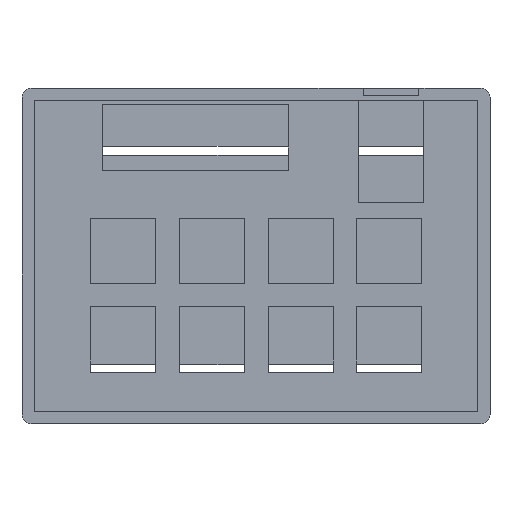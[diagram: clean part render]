
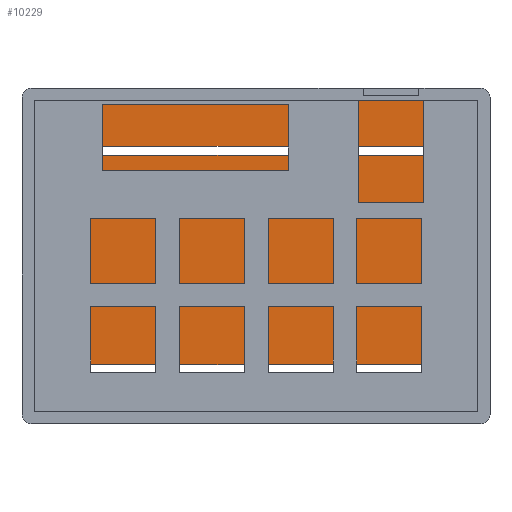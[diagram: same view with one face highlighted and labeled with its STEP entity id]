
A CAD part, top view. The second image highlights one B-rep face of the part: STEP entity #10229.
In plain terms, the highlighted planar face has unit normal (0, 0, 1).
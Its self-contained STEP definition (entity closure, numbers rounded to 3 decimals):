
#43=FACE_BOUND('',#1544,.T.);
#44=FACE_BOUND('',#1545,.T.);
#443=PLANE('',#10589);
#970=FACE_OUTER_BOUND('',#1543,.T.);
#1543=EDGE_LOOP('',(#9018,#9019,#9020,#9021,#9022,#9023,#9024,#9025,#9026,
#9027,#9028,#9029));
#1544=EDGE_LOOP('',(#9030,#9031,#9032,#9033));
#1545=EDGE_LOOP('',(#9034,#9035,#9036,#9037));
#2981=LINE('',#21311,#3802);
#2984=LINE('',#21316,#3805);
#2986=LINE('',#21320,#3807);
#2987=LINE('',#21322,#3808);
#2989=LINE('',#21327,#3810);
#2992=LINE('',#21332,#3813);
#2994=LINE('',#21336,#3815);
#2995=LINE('',#21338,#3816);
#2999=LINE('',#21347,#3820);
#3006=LINE('',#21361,#3827);
#3030=LINE('',#21426,#3851);
#3033=LINE('',#21432,#3854);
#3037=LINE('',#21442,#3858);
#3038=LINE('',#21444,#3859);
#3039=LINE('',#21446,#3860);
#3040=LINE('',#21448,#3861);
#3041=LINE('',#21450,#3862);
#3042=LINE('',#21451,#3863);
#3043=LINE('',#21453,#3864);
#3044=LINE('',#21454,#3865);
#3802=VECTOR('',#11732,10.);
#3805=VECTOR('',#11737,10.);
#3807=VECTOR('',#11741,10.);
#3808=VECTOR('',#11744,10.);
#3810=VECTOR('',#11748,10.);
#3813=VECTOR('',#11753,10.);
#3815=VECTOR('',#11757,10.);
#3816=VECTOR('',#11760,10.);
#3820=VECTOR('',#11766,10.);
#3827=VECTOR('',#11775,10.);
#3851=VECTOR('',#11841,10.);
#3854=VECTOR('',#11846,10.);
#3858=VECTOR('',#11856,10.);
#3859=VECTOR('',#11857,10.);
#3860=VECTOR('',#11858,10.);
#3861=VECTOR('',#11859,10.);
#3862=VECTOR('',#11860,10.);
#3863=VECTOR('',#11861,10.);
#3864=VECTOR('',#11862,10.);
#3865=VECTOR('',#11863,10.);
#4894=VERTEX_POINT('',#21308);
#4895=VERTEX_POINT('',#21310);
#4896=VERTEX_POINT('',#21314);
#4897=VERTEX_POINT('',#21318);
#4898=VERTEX_POINT('',#21324);
#4899=VERTEX_POINT('',#21326);
#4900=VERTEX_POINT('',#21330);
#4901=VERTEX_POINT('',#21334);
#4904=VERTEX_POINT('',#21344);
#4905=VERTEX_POINT('',#21346);
#4910=VERTEX_POINT('',#21358);
#4911=VERTEX_POINT('',#21360);
#4931=VERTEX_POINT('',#21425);
#4933=VERTEX_POINT('',#21431);
#4936=VERTEX_POINT('',#21441);
#4937=VERTEX_POINT('',#21443);
#4938=VERTEX_POINT('',#21445);
#4939=VERTEX_POINT('',#21447);
#4940=VERTEX_POINT('',#21449);
#4941=VERTEX_POINT('',#21452);
#6319=EDGE_CURVE('',#4895,#4894,#2981,.T.);
#6322=EDGE_CURVE('',#4894,#4896,#2984,.T.);
#6324=EDGE_CURVE('',#4896,#4897,#2986,.T.);
#6325=EDGE_CURVE('',#4897,#4895,#2987,.T.);
#6327=EDGE_CURVE('',#4899,#4898,#2989,.T.);
#6330=EDGE_CURVE('',#4898,#4900,#2992,.T.);
#6332=EDGE_CURVE('',#4900,#4901,#2994,.T.);
#6333=EDGE_CURVE('',#4901,#4899,#2995,.T.);
#6337=EDGE_CURVE('',#4904,#4905,#2999,.T.);
#6344=EDGE_CURVE('',#4910,#4911,#3006,.T.);
#6376=EDGE_CURVE('',#4910,#4931,#3030,.T.);
#6379=EDGE_CURVE('',#4931,#4933,#3033,.T.);
#6384=EDGE_CURVE('',#4936,#4933,#3037,.T.);
#6385=EDGE_CURVE('',#4936,#4937,#3038,.T.);
#6386=EDGE_CURVE('',#4937,#4938,#3039,.T.);
#6387=EDGE_CURVE('',#4939,#4938,#3040,.T.);
#6388=EDGE_CURVE('',#4939,#4940,#3041,.T.);
#6389=EDGE_CURVE('',#4940,#4905,#3042,.T.);
#6390=EDGE_CURVE('',#4904,#4941,#3043,.T.);
#6391=EDGE_CURVE('',#4941,#4911,#3044,.T.);
#9018=ORIENTED_EDGE('',*,*,#6376,.T.);
#9019=ORIENTED_EDGE('',*,*,#6379,.T.);
#9020=ORIENTED_EDGE('',*,*,#6384,.F.);
#9021=ORIENTED_EDGE('',*,*,#6385,.T.);
#9022=ORIENTED_EDGE('',*,*,#6386,.T.);
#9023=ORIENTED_EDGE('',*,*,#6387,.F.);
#9024=ORIENTED_EDGE('',*,*,#6388,.T.);
#9025=ORIENTED_EDGE('',*,*,#6389,.T.);
#9026=ORIENTED_EDGE('',*,*,#6337,.F.);
#9027=ORIENTED_EDGE('',*,*,#6390,.T.);
#9028=ORIENTED_EDGE('',*,*,#6391,.T.);
#9029=ORIENTED_EDGE('',*,*,#6344,.F.);
#9030=ORIENTED_EDGE('',*,*,#6319,.T.);
#9031=ORIENTED_EDGE('',*,*,#6322,.T.);
#9032=ORIENTED_EDGE('',*,*,#6324,.T.);
#9033=ORIENTED_EDGE('',*,*,#6325,.T.);
#9034=ORIENTED_EDGE('',*,*,#6327,.T.);
#9035=ORIENTED_EDGE('',*,*,#6330,.T.);
#9036=ORIENTED_EDGE('',*,*,#6332,.T.);
#9037=ORIENTED_EDGE('',*,*,#6333,.T.);
#10229=ADVANCED_FACE('',(#970,#43,#44),#443,.T.);
#10589=AXIS2_PLACEMENT_3D('',#21440,#11854,#11855);
#11732=DIRECTION('',(1.,0.,0.));
#11737=DIRECTION('',(0.,-1.,0.));
#11741=DIRECTION('',(-1.,0.,0.));
#11744=DIRECTION('',(0.,1.,0.));
#11748=DIRECTION('',(0.,-1.,0.));
#11753=DIRECTION('',(-1.,0.,0.));
#11757=DIRECTION('',(0.,1.,0.));
#11760=DIRECTION('',(1.,0.,0.));
#11766=DIRECTION('',(-1.,0.,0.));
#11775=DIRECTION('',(0.,-1.,0.));
#11841=DIRECTION('',(-1.,0.,0.));
#11846=DIRECTION('',(0.,1.,0.));
#11854=DIRECTION('center_axis',(0.,0.,1.));
#11855=DIRECTION('ref_axis',(0.,1.,0.));
#11856=DIRECTION('',(1.,0.,0.));
#11857=DIRECTION('',(0.,-1.,0.));
#11858=DIRECTION('',(-1.,0.,0.));
#11859=DIRECTION('',(0.,1.,0.));
#11860=DIRECTION('',(1.,0.,0.));
#11861=DIRECTION('',(0.,-1.,0.));
#11862=DIRECTION('',(0.,1.,0.));
#11863=DIRECTION('',(1.,0.,0.));
#21308=CARTESIAN_POINT('',(101.,-27.,-5.));
#21310=CARTESIAN_POINT('',(29.,-27.,-5.));
#21311=CARTESIAN_POINT('',(106.838,-27.,-5.));
#21314=CARTESIAN_POINT('',(101.,-29.,-5.));
#21316=CARTESIAN_POINT('',(101.,-56.558,-5.));
#21318=CARTESIAN_POINT('',(29.,-29.,-5.));
#21320=CARTESIAN_POINT('',(70.838,-29.,-5.));
#21322=CARTESIAN_POINT('',(29.,-55.558,-5.));
#21324=CARTESIAN_POINT('',(101.,-76.,-5.));
#21326=CARTESIAN_POINT('',(101.,-74.,-5.));
#21327=CARTESIAN_POINT('',(101.,-80.058,-5.));
#21330=CARTESIAN_POINT('',(29.,-76.,-5.));
#21332=CARTESIAN_POINT('',(70.838,-76.,-5.));
#21334=CARTESIAN_POINT('',(29.,-74.,-5.));
#21336=CARTESIAN_POINT('',(29.,-79.058,-5.));
#21338=CARTESIAN_POINT('',(106.838,-74.,-5.));
#21344=CARTESIAN_POINT('',(103.476,-84.116,-5.));
#21346=CARTESIAN_POINT('',(26.476,-84.116,-5.));
#21347=CARTESIAN_POINT('',(64.976,-84.116,-5.));
#21358=CARTESIAN_POINT('',(112.676,-26.416,-5.));
#21360=CARTESIAN_POINT('',(112.676,-75.916,-5.));
#21361=CARTESIAN_POINT('',(112.676,-84.116,-5.));
#21425=CARTESIAN_POINT('',(103.476,-26.416,-5.));
#21426=CARTESIAN_POINT('',(108.076,-26.416,-5.));
#21431=CARTESIAN_POINT('',(103.476,-17.186,-5.));
#21432=CARTESIAN_POINT('',(103.476,-50.651,-5.));
#21440=CARTESIAN_POINT('Origin',(112.676,-84.116,-5.));
#21441=CARTESIAN_POINT('',(26.476,-17.186,-5.));
#21442=CARTESIAN_POINT('',(112.676,-17.186,-5.));
#21443=CARTESIAN_POINT('',(26.476,-26.416,-5.));
#21444=CARTESIAN_POINT('',(26.476,-55.266,-5.));
#21445=CARTESIAN_POINT('',(17.276,-26.416,-5.));
#21446=CARTESIAN_POINT('',(64.976,-26.416,-5.));
#21447=CARTESIAN_POINT('',(17.276,-75.916,-5.));
#21448=CARTESIAN_POINT('',(17.276,-50.651,-5.));
#21449=CARTESIAN_POINT('',(26.476,-75.916,-5.));
#21450=CARTESIAN_POINT('',(69.576,-75.916,-5.));
#21451=CARTESIAN_POINT('',(26.476,-84.116,-5.));
#21452=CARTESIAN_POINT('',(103.476,-75.916,-5.));
#21453=CARTESIAN_POINT('',(103.476,-80.016,-5.));
#21454=CARTESIAN_POINT('',(112.676,-75.916,-5.));
